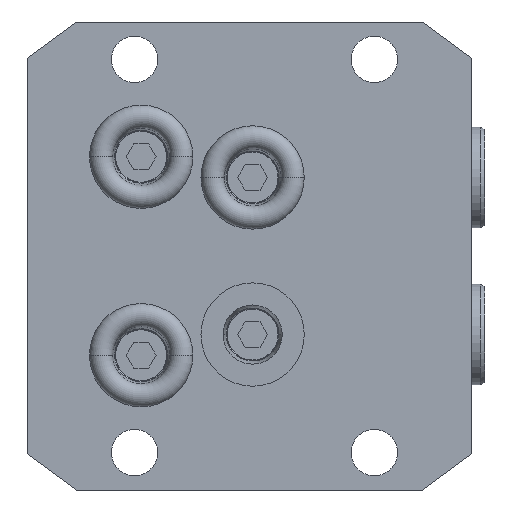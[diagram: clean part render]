
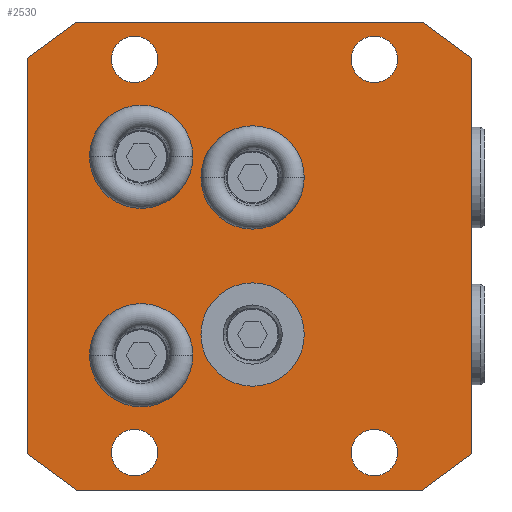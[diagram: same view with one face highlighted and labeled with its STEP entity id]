
A CAD part, front view. The second image highlights one B-rep face of the part: STEP entity #2530.
In plain terms, the highlighted planar face has unit normal (0, -1, 0).
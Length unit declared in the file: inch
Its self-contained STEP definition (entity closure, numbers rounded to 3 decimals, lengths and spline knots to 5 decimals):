
#109=DIRECTION('',(0.805,0.,0.593));
#110=VECTOR('',#109,0.36899);
#111=CARTESIAN_POINT('',(1.029,0.,-1.89));
#112=LINE('',#111,#110);
#113=DIRECTION('',(-1.,0.,0.));
#114=VECTOR('',#113,2.093);
#115=CARTESIAN_POINT('',(1.029,0.,-1.89));
#116=LINE('',#115,#114);
#117=DIRECTION('',(0.809,0.,-0.588));
#118=VECTOR('',#117,0.37082);
#119=CARTESIAN_POINT('',(-1.364,0.,-1.67204));
#120=LINE('',#119,#118);
#121=DIRECTION('',(0.,0.,1.));
#122=VECTOR('',#121,2.39407);
#123=CARTESIAN_POINT('',(-1.364,0.,-1.67204));
#124=LINE('',#123,#122);
#125=DIRECTION('',(-0.809,0.,-0.588));
#126=VECTOR('',#125,0.37082);
#127=CARTESIAN_POINT('',(-1.064,0.,0.94));
#128=LINE('',#127,#126);
#129=DIRECTION('',(1.,0.,0.));
#130=VECTOR('',#129,2.093);
#131=CARTESIAN_POINT('',(-1.064,0.,0.94));
#132=LINE('',#131,#130);
#133=DIRECTION('',(-0.805,0.,0.593));
#134=VECTOR('',#133,0.36899);
#135=CARTESIAN_POINT('',(1.326,0.,0.72103));
#136=LINE('',#135,#134);
#137=DIRECTION('',(0.,0.,-1.));
#138=VECTOR('',#137,2.39207);
#139=CARTESIAN_POINT('',(1.326,0.,0.72103));
#140=LINE('',#139,#138);
#141=CARTESIAN_POINT('',(0.736,0.,0.714));
#142=DIRECTION('',(0.,1.,0.));
#143=DIRECTION('',(0.,0.,-1.));
#144=AXIS2_PLACEMENT_3D('',#141,#142,#143);
#146=CARTESIAN_POINT('',(0.736,0.,0.714));
#147=DIRECTION('',(0.,1.,0.));
#148=DIRECTION('',(0.,0.,1.));
#149=AXIS2_PLACEMENT_3D('',#146,#147,#148);
#151=CARTESIAN_POINT('',(0.736,0.,-1.664));
#152=DIRECTION('',(0.,1.,0.));
#153=DIRECTION('',(0.,0.,-1.));
#154=AXIS2_PLACEMENT_3D('',#151,#152,#153);
#156=CARTESIAN_POINT('',(0.736,0.,-1.664));
#157=DIRECTION('',(0.,1.,0.));
#158=DIRECTION('',(0.,0.,1.));
#159=AXIS2_PLACEMENT_3D('',#156,#157,#158);
#161=CARTESIAN_POINT('',(-0.714,0.,0.714));
#162=DIRECTION('',(0.,1.,0.));
#163=DIRECTION('',(0.,0.,-1.));
#164=AXIS2_PLACEMENT_3D('',#161,#162,#163);
#166=CARTESIAN_POINT('',(-0.714,0.,0.714));
#167=DIRECTION('',(0.,1.,0.));
#168=DIRECTION('',(0.,0.,1.));
#169=AXIS2_PLACEMENT_3D('',#166,#167,#168);
#171=CARTESIAN_POINT('',(-0.714,0.,-1.664));
#172=DIRECTION('',(0.,1.,0.));
#173=DIRECTION('',(0.,0.,-1.));
#174=AXIS2_PLACEMENT_3D('',#171,#172,#173);
#176=CARTESIAN_POINT('',(-0.714,0.,-1.664));
#177=DIRECTION('',(0.,1.,0.));
#178=DIRECTION('',(0.,0.,1.));
#179=AXIS2_PLACEMENT_3D('',#176,#177,#178);
#181=CARTESIAN_POINT('',(0.,0.,0.));
#182=DIRECTION('',(0.,-1.,0.));
#183=DIRECTION('',(-1.,0.,0.));
#184=AXIS2_PLACEMENT_3D('',#181,#182,#183);
#186=CARTESIAN_POINT('',(0.,0.,0.));
#187=DIRECTION('',(0.,-1.,0.));
#188=DIRECTION('',(1.,0.,0.));
#189=AXIS2_PLACEMENT_3D('',#186,#187,#188);
#191=CARTESIAN_POINT('',(-0.674,0.,0.125));
#192=DIRECTION('',(0.,-1.,0.));
#193=DIRECTION('',(-1.,0.,0.));
#194=AXIS2_PLACEMENT_3D('',#191,#192,#193);
#196=CARTESIAN_POINT('',(-0.674,0.,0.125));
#197=DIRECTION('',(0.,-1.,0.));
#198=DIRECTION('',(1.,0.,0.));
#199=AXIS2_PLACEMENT_3D('',#196,#197,#198);
#201=CARTESIAN_POINT('',(0.,0.,-0.95));
#202=DIRECTION('',(0.,-1.,0.));
#203=DIRECTION('',(-1.,0.,0.));
#204=AXIS2_PLACEMENT_3D('',#201,#202,#203);
#206=CARTESIAN_POINT('',(0.,0.,-0.95));
#207=DIRECTION('',(0.,-1.,0.));
#208=DIRECTION('',(1.,0.,0.));
#209=AXIS2_PLACEMENT_3D('',#206,#207,#208);
#211=CARTESIAN_POINT('',(-0.674,0.,-1.075));
#212=DIRECTION('',(0.,-1.,0.));
#213=DIRECTION('',(-1.,0.,0.));
#214=AXIS2_PLACEMENT_3D('',#211,#212,#213);
#216=CARTESIAN_POINT('',(-0.674,0.,-1.075));
#217=DIRECTION('',(0.,-1.,0.));
#218=DIRECTION('',(1.,0.,0.));
#219=AXIS2_PLACEMENT_3D('',#216,#217,#218);
#1848=CARTESIAN_POINT('',(0.736,0.,0.5735));
#1849=CARTESIAN_POINT('',(0.736,0.,0.8545));
#1850=VERTEX_POINT('',#1848);
#1851=VERTEX_POINT('',#1849);
#1852=CARTESIAN_POINT('',(0.736,0.,-1.8045));
#1853=CARTESIAN_POINT('',(0.736,0.,-1.5235));
#1854=VERTEX_POINT('',#1852);
#1855=VERTEX_POINT('',#1853);
#1856=CARTESIAN_POINT('',(-0.714,0.,0.5735));
#1857=CARTESIAN_POINT('',(-0.714,0.,0.8545));
#1858=VERTEX_POINT('',#1856);
#1859=VERTEX_POINT('',#1857);
#1860=CARTESIAN_POINT('',(-0.714,0.,-1.8045));
#1861=CARTESIAN_POINT('',(-0.714,0.,-1.5235));
#1862=VERTEX_POINT('',#1860);
#1863=VERTEX_POINT('',#1861);
#1960=CARTESIAN_POINT('',(-0.3125,0.,0.));
#1961=CARTESIAN_POINT('',(0.3125,0.,0.));
#1962=VERTEX_POINT('',#1960);
#1963=VERTEX_POINT('',#1961);
#1980=CARTESIAN_POINT('',(-0.9865,0.,0.125));
#1981=CARTESIAN_POINT('',(-0.3615,0.,0.125));
#1982=VERTEX_POINT('',#1980);
#1983=VERTEX_POINT('',#1981);
#2000=CARTESIAN_POINT('',(-0.9865,0.,-1.075));
#2001=CARTESIAN_POINT('',(-0.3615,0.,-1.075));
#2002=VERTEX_POINT('',#2000);
#2003=VERTEX_POINT('',#2001);
#2092=CARTESIAN_POINT('',(-0.3125,0.,-0.95));
#2093=CARTESIAN_POINT('',(0.3125,0.,-0.95));
#2094=VERTEX_POINT('',#2092);
#2095=VERTEX_POINT('',#2093);
#2296=CARTESIAN_POINT('',(1.029,0.,-1.89));
#2297=CARTESIAN_POINT('',(1.326,0.,-1.67103));
#2298=VERTEX_POINT('',#2296);
#2299=VERTEX_POINT('',#2297);
#2300=CARTESIAN_POINT('',(1.326,0.,0.72103));
#2301=CARTESIAN_POINT('',(1.029,0.,0.94));
#2302=VERTEX_POINT('',#2300);
#2303=VERTEX_POINT('',#2301);
#2304=CARTESIAN_POINT('',(-1.364,0.,-1.67204));
#2305=CARTESIAN_POINT('',(-1.064,0.,-1.89));
#2306=VERTEX_POINT('',#2304);
#2307=VERTEX_POINT('',#2305);
#2308=CARTESIAN_POINT('',(-1.064,0.,0.94));
#2309=CARTESIAN_POINT('',(-1.364,0.,0.72204));
#2310=VERTEX_POINT('',#2308);
#2311=VERTEX_POINT('',#2309);
#2460=CARTESIAN_POINT('',(0.,0.,0.));
#2461=DIRECTION('',(0.,1.,0.));
#2462=DIRECTION('',(1.,0.,0.));
#2463=AXIS2_PLACEMENT_3D('',#2460,#2461,#2462);
#2464=PLANE('',#2463);
#2466=ORIENTED_EDGE('',*,*,#2465,.F.);
#2468=ORIENTED_EDGE('',*,*,#2467,.T.);
#2470=ORIENTED_EDGE('',*,*,#2469,.F.);
#2472=ORIENTED_EDGE('',*,*,#2471,.T.);
#2474=ORIENTED_EDGE('',*,*,#2473,.F.);
#2476=ORIENTED_EDGE('',*,*,#2475,.T.);
#2478=ORIENTED_EDGE('',*,*,#2477,.F.);
#2480=ORIENTED_EDGE('',*,*,#2479,.T.);
#2481=EDGE_LOOP('',(#2466,#2468,#2470,#2472,#2474,#2476,#2478,#2480));
#2482=FACE_OUTER_BOUND('',#2481,.F.);
#2484=ORIENTED_EDGE('',*,*,#2483,.F.);
#2486=ORIENTED_EDGE('',*,*,#2485,.F.);
#2487=EDGE_LOOP('',(#2484,#2486));
#2488=FACE_BOUND('',#2487,.F.);
#2490=ORIENTED_EDGE('',*,*,#2489,.F.);
#2492=ORIENTED_EDGE('',*,*,#2491,.F.);
#2493=EDGE_LOOP('',(#2490,#2492));
#2494=FACE_BOUND('',#2493,.F.);
#2496=ORIENTED_EDGE('',*,*,#2495,.F.);
#2498=ORIENTED_EDGE('',*,*,#2497,.F.);
#2499=EDGE_LOOP('',(#2496,#2498));
#2500=FACE_BOUND('',#2499,.F.);
#2502=ORIENTED_EDGE('',*,*,#2501,.F.);
#2504=ORIENTED_EDGE('',*,*,#2503,.F.);
#2505=EDGE_LOOP('',(#2502,#2504));
#2506=FACE_BOUND('',#2505,.F.);
#2507=ORIENTED_EDGE('',*,*,#2450,.T.);
#2509=ORIENTED_EDGE('',*,*,#2508,.T.);
#2510=EDGE_LOOP('',(#2507,#2509));
#2511=FACE_BOUND('',#2510,.F.);
#2513=ORIENTED_EDGE('',*,*,#2512,.T.);
#2515=ORIENTED_EDGE('',*,*,#2514,.T.);
#2516=EDGE_LOOP('',(#2513,#2515));
#2517=FACE_BOUND('',#2516,.F.);
#2519=ORIENTED_EDGE('',*,*,#2518,.T.);
#2521=ORIENTED_EDGE('',*,*,#2520,.T.);
#2522=EDGE_LOOP('',(#2519,#2521));
#2523=FACE_BOUND('',#2522,.F.);
#2525=ORIENTED_EDGE('',*,*,#2524,.T.);
#2527=ORIENTED_EDGE('',*,*,#2526,.T.);
#2528=EDGE_LOOP('',(#2525,#2527));
#2529=FACE_BOUND('',#2528,.F.);
#145=CIRCLE('',#144,0.1405);
#150=CIRCLE('',#149,0.1405);
#155=CIRCLE('',#154,0.1405);
#160=CIRCLE('',#159,0.1405);
#165=CIRCLE('',#164,0.1405);
#170=CIRCLE('',#169,0.1405);
#175=CIRCLE('',#174,0.1405);
#180=CIRCLE('',#179,0.1405);
#185=CIRCLE('',#184,0.3125);
#190=CIRCLE('',#189,0.3125);
#195=CIRCLE('',#194,0.3125);
#200=CIRCLE('',#199,0.3125);
#205=CIRCLE('',#204,0.3125);
#210=CIRCLE('',#209,0.3125);
#215=CIRCLE('',#214,0.3125);
#220=CIRCLE('',#219,0.3125);
#2450=EDGE_CURVE('',#1962,#1963,#185,.T.);
#2465=EDGE_CURVE('',#2298,#2299,#112,.T.);
#2467=EDGE_CURVE('',#2298,#2307,#116,.T.);
#2469=EDGE_CURVE('',#2306,#2307,#120,.T.);
#2471=EDGE_CURVE('',#2306,#2311,#124,.T.);
#2473=EDGE_CURVE('',#2310,#2311,#128,.T.);
#2475=EDGE_CURVE('',#2310,#2303,#132,.T.);
#2477=EDGE_CURVE('',#2302,#2303,#136,.T.);
#2479=EDGE_CURVE('',#2302,#2299,#140,.T.);
#2483=EDGE_CURVE('',#1850,#1851,#145,.T.);
#2485=EDGE_CURVE('',#1851,#1850,#150,.T.);
#2489=EDGE_CURVE('',#1854,#1855,#155,.T.);
#2491=EDGE_CURVE('',#1855,#1854,#160,.T.);
#2495=EDGE_CURVE('',#1858,#1859,#165,.T.);
#2497=EDGE_CURVE('',#1859,#1858,#170,.T.);
#2501=EDGE_CURVE('',#1862,#1863,#175,.T.);
#2503=EDGE_CURVE('',#1863,#1862,#180,.T.);
#2508=EDGE_CURVE('',#1963,#1962,#190,.T.);
#2512=EDGE_CURVE('',#1982,#1983,#195,.T.);
#2514=EDGE_CURVE('',#1983,#1982,#200,.T.);
#2518=EDGE_CURVE('',#2094,#2095,#205,.T.);
#2520=EDGE_CURVE('',#2095,#2094,#210,.T.);
#2524=EDGE_CURVE('',#2002,#2003,#215,.T.);
#2526=EDGE_CURVE('',#2003,#2002,#220,.T.);
#2530=ADVANCED_FACE('',(#2482,#2488,#2494,#2500,#2506,#2511,#2517,#2523,#2529),
#2464,.F.);
